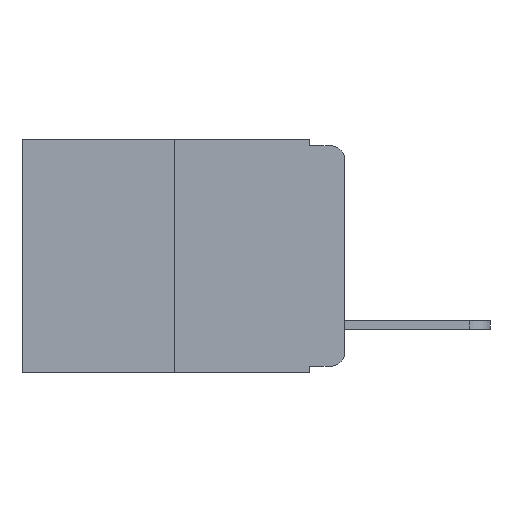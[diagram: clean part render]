
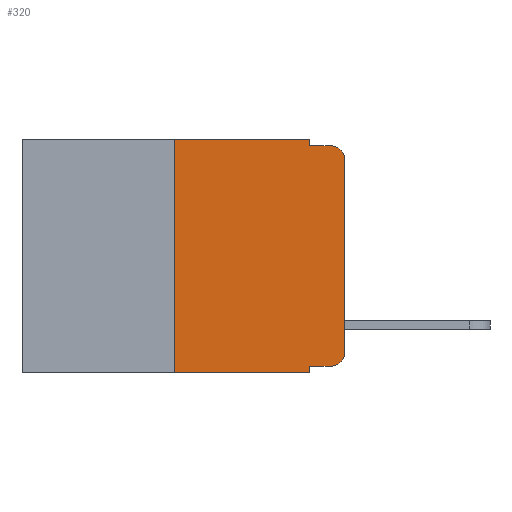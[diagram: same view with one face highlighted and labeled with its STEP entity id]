
A CAD part, left-side view. The second image highlights one B-rep face of the part: STEP entity #320.
In plain terms, the highlighted planar face has unit normal (-1, 0, 0).
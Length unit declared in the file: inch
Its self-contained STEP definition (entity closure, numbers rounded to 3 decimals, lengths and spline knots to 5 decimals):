
#63 = VERTEX_POINT ( 'NONE', #1606 ) ;
#129 = EDGE_CURVE ( 'NONE', #12747, #8545, #15434, .T. ) ;
#320 = ADVANCED_FACE ( 'NONE', ( #10630 ), #17560, .F. ) ;
#1121 = CARTESIAN_POINT ( 'NONE',  ( 0., 0.051, -0.333 ) ) ;
#1166 = VERTEX_POINT ( 'NONE', #14792 ) ;
#1200 = CARTESIAN_POINT ( 'NONE',  ( 0., 0.051, -0.333 ) ) ;
#1212 = CIRCLE ( 'NONE', #5713, 0.02 ) ;
#1606 = CARTESIAN_POINT ( 'NONE',  ( 0., 0.02, -0.333 ) ) ;
#1657 = EDGE_LOOP ( 'NONE', ( #6164, #9533, #13454, #11545, #8349, #10506, #14798, #4413, #4134, #16446 ) ) ;
#2008 = LINE ( 'NONE', #10066, #5286 ) ;
#2290 = CARTESIAN_POINT ( 'NONE',  ( 0., 0.051, 0. ) ) ;
#2389 = VECTOR ( 'NONE', #7931, 39.37008 ) ;
#2543 = VERTEX_POINT ( 'NONE', #1121 ) ;
#3073 = DIRECTION ( 'NONE',  ( 0., -1., 0. ) ) ;
#3079 = CARTESIAN_POINT ( 'NONE',  ( 0., 0.051, 0. ) ) ;
#3121 = LINE ( 'NONE', #7907, #6410 ) ;
#3667 = DIRECTION ( 'NONE',  ( 0., 0., -1. ) ) ;
#3996 = VERTEX_POINT ( 'NONE', #15427 ) ;
#4134 = ORIENTED_EDGE ( 'NONE', *, *, #17387, .T. ) ;
#4413 = ORIENTED_EDGE ( 'NONE', *, *, #11773, .F. ) ;
#4727 = CARTESIAN_POINT ( 'NONE',  ( 0., 0.051, 0. ) ) ;
#4850 = LINE ( 'NONE', #3079, #15571 ) ;
#4891 = DIRECTION ( 'NONE',  ( 1., 0., 0. ) ) ;
#4960 = DIRECTION ( 'NONE',  ( 0., 0., 1. ) ) ;
#4965 = AXIS2_PLACEMENT_3D ( 'NONE', #8721, #15485, #7118 ) ;
#5142 = LINE ( 'NONE', #6587, #5797 ) ;
#5286 = VECTOR ( 'NONE', #3073, 39.37008 ) ;
#5444 = EDGE_CURVE ( 'NONE', #63, #1166, #1212, .T. ) ;
#5713 = AXIS2_PLACEMENT_3D ( 'NONE', #6517, #17665, #6753 ) ;
#5797 = VECTOR ( 'NONE', #6712, 39.37008 ) ;
#6164 = ORIENTED_EDGE ( 'NONE', *, *, #10240, .T. ) ;
#6312 = CARTESIAN_POINT ( 'NONE',  ( 0., 0.473, 0. ) ) ;
#6322 = CARTESIAN_POINT ( 'NONE',  ( 0., 0.25, 0. ) ) ;
#6410 = VECTOR ( 'NONE', #4960, 39.37008 ) ;
#6516 = LINE ( 'NONE', #12449, #16807 ) ;
#6517 = CARTESIAN_POINT ( 'NONE',  ( 0., 0.02, -0.313 ) ) ;
#6587 = CARTESIAN_POINT ( 'NONE',  ( 0., 0.473, -0.343 ) ) ;
#6712 = DIRECTION ( 'NONE',  ( 0., -1., 0. ) ) ;
#6753 = DIRECTION ( 'NONE',  ( 0., 0., -1. ) ) ;
#6859 = EDGE_CURVE ( 'NONE', #3996, #8545, #6516, .T. ) ;
#7118 = DIRECTION ( 'NONE',  ( 0., 0., -1. ) ) ;
#7554 = DIRECTION ( 'NONE',  ( 0., 0., -1. ) ) ;
#7719 = CARTESIAN_POINT ( 'NONE',  ( 0., 0.25, -0.343 ) ) ;
#7907 = CARTESIAN_POINT ( 'NONE',  ( 0., 0., 0. ) ) ;
#7931 = DIRECTION ( 'NONE',  ( 0., 0., 1. ) ) ;
#8041 = CARTESIAN_POINT ( 'NONE',  ( 0., 0.25, 0. ) ) ;
#8130 = EDGE_CURVE ( 'NONE', #17296, #3996, #13028, .T. ) ;
#8349 = ORIENTED_EDGE ( 'NONE', *, *, #15844, .F. ) ;
#8494 = AXIS2_PLACEMENT_3D ( 'NONE', #6312, #4891, #3667 ) ;
#8521 = CARTESIAN_POINT ( 'NONE',  ( 0., 0.02, -0.01 ) ) ;
#8545 = VERTEX_POINT ( 'NONE', #8521 ) ;
#8553 = VECTOR ( 'NONE', #15175, 39.37008 ) ;
#8721 = CARTESIAN_POINT ( 'NONE',  ( 0., 0.02, -0.03 ) ) ;
#9533 = ORIENTED_EDGE ( 'NONE', *, *, #129, .T. ) ;
#10066 = CARTESIAN_POINT ( 'NONE',  ( 0., 0.473, 0. ) ) ;
#10240 = EDGE_CURVE ( 'NONE', #1166, #12747, #3121, .T. ) ;
#10506 = ORIENTED_EDGE ( 'NONE', *, *, #13378, .F. ) ;
#10584 = CARTESIAN_POINT ( 'NONE',  ( 0., 0., -0.03 ) ) ;
#10630 = FACE_OUTER_BOUND ( 'NONE', #1657, .T. ) ;
#10831 = VERTEX_POINT ( 'NONE', #6322 ) ;
#11545 = ORIENTED_EDGE ( 'NONE', *, *, #8130, .F. ) ;
#11712 = VECTOR ( 'NONE', #7554, 39.37008 ) ;
#11773 = EDGE_CURVE ( 'NONE', #2543, #17619, #4850, .T. ) ;
#12131 = VERTEX_POINT ( 'NONE', #7719 ) ;
#12258 = LINE ( 'NONE', #1200, #8553 ) ;
#12449 = CARTESIAN_POINT ( 'NONE',  ( 0., 0.051, -0.01 ) ) ;
#12747 = VERTEX_POINT ( 'NONE', #10584 ) ;
#13028 = LINE ( 'NONE', #4727, #11712 ) ;
#13378 = EDGE_CURVE ( 'NONE', #12131, #10831, #14663, .T. ) ;
#13454 = ORIENTED_EDGE ( 'NONE', *, *, #6859, .F. ) ;
#14278 = DIRECTION ( 'NONE',  ( 0., 0., -1. ) ) ;
#14320 = EDGE_CURVE ( 'NONE', #12131, #17619, #5142, .T. ) ;
#14663 = LINE ( 'NONE', #8041, #2389 ) ;
#14792 = CARTESIAN_POINT ( 'NONE',  ( 0., 0., -0.313 ) ) ;
#14798 = ORIENTED_EDGE ( 'NONE', *, *, #14320, .T. ) ;
#15003 = DIRECTION ( 'NONE',  ( 0., -1., 0. ) ) ;
#15175 = DIRECTION ( 'NONE',  ( 0., -1., 0. ) ) ;
#15427 = CARTESIAN_POINT ( 'NONE',  ( 0., 0.051, -0.01 ) ) ;
#15434 = CIRCLE ( 'NONE', #4965, 0.02 ) ;
#15485 = DIRECTION ( 'NONE',  ( -1., 0., 0. ) ) ;
#15571 = VECTOR ( 'NONE', #14278, 39.37008 ) ;
#15844 = EDGE_CURVE ( 'NONE', #10831, #17296, #2008, .T. ) ;
#16446 = ORIENTED_EDGE ( 'NONE', *, *, #5444, .T. ) ;
#16807 = VECTOR ( 'NONE', #15003, 39.37008 ) ;
#17296 = VERTEX_POINT ( 'NONE', #2290 ) ;
#17387 = EDGE_CURVE ( 'NONE', #2543, #63, #12258, .T. ) ;
#17467 = CARTESIAN_POINT ( 'NONE',  ( 0., 0.051, -0.343 ) ) ;
#17560 = PLANE ( 'NONE',  #8494 ) ;
#17619 = VERTEX_POINT ( 'NONE', #17467 ) ;
#17665 = DIRECTION ( 'NONE',  ( -1., 0., 0. ) ) ;
